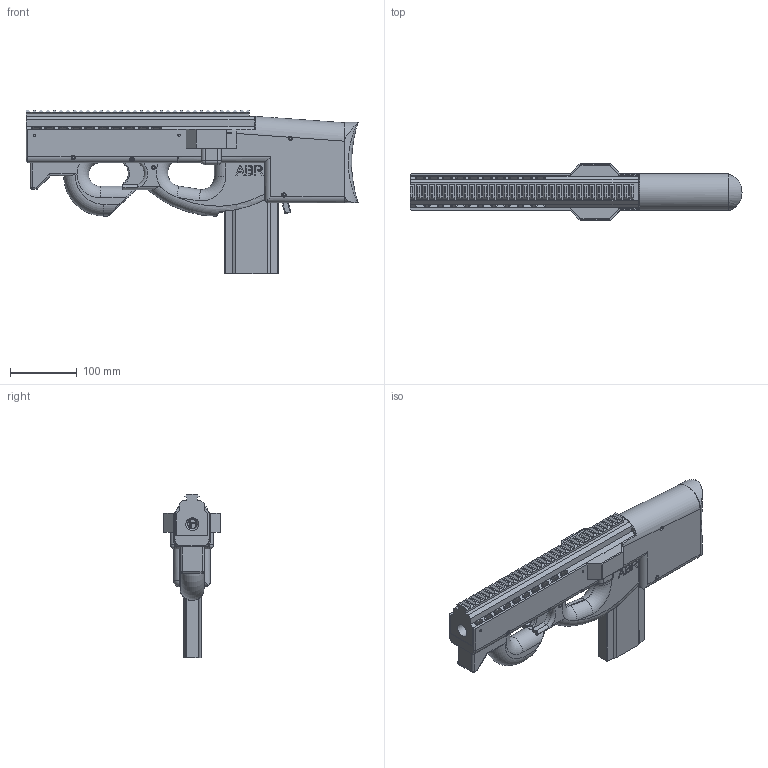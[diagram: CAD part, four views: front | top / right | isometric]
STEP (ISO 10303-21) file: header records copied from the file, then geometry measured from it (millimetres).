
FILE_DESCRIPTION(/* description */ (''),/* implementation_level */ '2;1');
FILE_NAME(/* name */ 'ABR.step',/* time_stamp */ '2018-09-30T21:45:52-05:00',/* author */ ('timmy10150'),/* organization */ (''),/* preprocessor_version */ 'ST-DEVELOPER v17.2',/* originating_system */ 'Autodesk Translation Framework v7.6.0.251',/* authorisation */ '');
FILE_SCHEMA (('AUTOMOTIVE_DESIGN { 1 0 10303 214 3 1 1 }'));
Products named in the file (17): N90 Bullpup; Shell; StockPlate; Trigger; Gearbox40 v2; Pusher1_Mini; DirectBoxBottom40_Rotate; 40Gear; 40GearSpacer; simpler130; Axle; BoxCover_Direct40R; FlywheelCage; NerfMagazine; Barrel; MagRelease; Switch
Assembly tree (17 placements, depth 3):
  N90 Bullpup
    Switch  x2
    Shell
    StockPlate
    Trigger
    Gearbox40 v2
      Pusher1_Mini
      DirectBoxBottom40_Rotate
      40Gear
      40GearSpacer
      simpler130
      Axle
      BoxCover_Direct40R
    FlywheelCage
    NerfMagazine
    Barrel
    MagRelease
Bounding box: 496.95 x 85 x 244.73 mm (x, y, z)
Volume: 2160363.9 mm3; surface area: 491355.5 mm2
Topology: 21 solids, 21 shells, 1926 faces, 5255 edges, 3385 vertices
Faces by surface type: plane 1087, cylinder 610, bspline 138, torus 40, cone 38, sphere 13
Full cylindrical faces by diameter (mm): 2 x6, 2.2 x2, 2.381 x1, 3 x9, 3.15 x1, 3.2 x4, 3.25 x2, 3.5 x2, 4 x9, 5.25 x14, 5.35 x2, 5.712 x2, 6 x1, 6.15 x1, 6.5 x11, 7 x2, 7.5 x1, 8.2 x1, 14 x1, 19.5 x1, 38 x1
Entity records: 68556 total; most frequent: CARTESIAN_POINT 19508, ORIENTED_EDGE 10422, DIRECTION 9730, EDGE_CURVE 5211, LINE 3462, VECTOR 3462, VERTEX_POINT 3361, AXIS2_PLACEMENT_3D 3134
